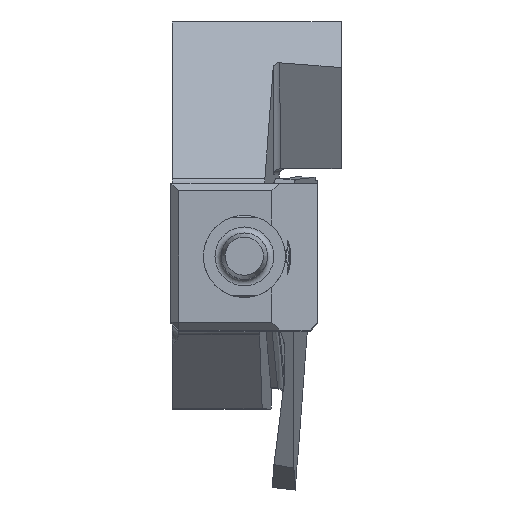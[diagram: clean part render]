
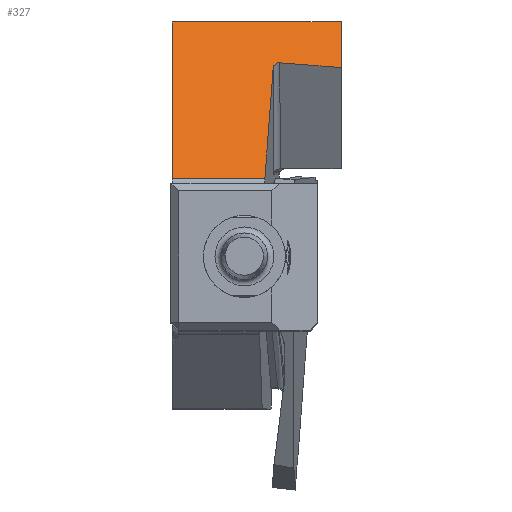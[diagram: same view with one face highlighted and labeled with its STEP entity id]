
A CAD part, top view. The second image highlights one B-rep face of the part: STEP entity #327.
In plain terms, the highlighted planar face has unit normal (0, 0.5, 0.866).
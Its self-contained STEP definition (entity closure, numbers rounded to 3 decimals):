
#327=ADVANCED_FACE('',(#556),#481,.T.);
#481=PLANE('',#2828);
#556=FACE_OUTER_BOUND('',#704,.T.);
#704=EDGE_LOOP('',(#948,#949,#950,#951,#952,#953,#954));
#861=ELLIPSE('',#2827,0.462,0.4);
#948=ORIENTED_EDGE('',*,*,#1972,.F.);
#949=ORIENTED_EDGE('',*,*,#1973,.T.);
#950=ORIENTED_EDGE('',*,*,#1974,.T.);
#951=ORIENTED_EDGE('',*,*,#1975,.F.);
#952=ORIENTED_EDGE('',*,*,#1976,.T.);
#953=ORIENTED_EDGE('',*,*,#1977,.T.);
#954=ORIENTED_EDGE('',*,*,#1978,.F.);
#1724=VERTEX_POINT('',#3870);
#1725=VERTEX_POINT('',#3871);
#1726=VERTEX_POINT('',#3873);
#1727=VERTEX_POINT('',#3875);
#1728=VERTEX_POINT('',#3877);
#1729=VERTEX_POINT('',#3879);
#1730=VERTEX_POINT('',#3881);
#1972=EDGE_CURVE('',#1724,#1725,#2359,.T.);
#1973=EDGE_CURVE('',#1724,#1726,#2360,.T.);
#1974=EDGE_CURVE('',#1726,#1727,#2361,.T.);
#1975=EDGE_CURVE('',#1728,#1727,#861,.T.);
#1976=EDGE_CURVE('',#1728,#1729,#2362,.T.);
#1977=EDGE_CURVE('',#1729,#1730,#2363,.T.);
#1978=EDGE_CURVE('',#1725,#1730,#2364,.T.);
#2359=LINE('',#3869,#2568);
#2360=LINE('',#3872,#2569);
#2361=LINE('',#3874,#2570);
#2362=LINE('',#3878,#2571);
#2363=LINE('',#3880,#2572);
#2364=LINE('',#3882,#2573);
#2568=VECTOR('',#3127,1.);
#2569=VECTOR('',#3128,1.);
#2570=VECTOR('',#3129,1.);
#2571=VECTOR('',#3132,1.);
#2572=VECTOR('',#3133,1.);
#2573=VECTOR('',#3134,1.);
#2827=AXIS2_PLACEMENT_3D('',#3876,#3130,#3131);
#2828=AXIS2_PLACEMENT_3D('',#3883,#3135,#3136);
#3127=DIRECTION('',(0.,0.866,-0.5));
#3128=DIRECTION('',(1.,0.,0.));
#3129=DIRECTION('',(0.065,0.864,-0.499));
#3130=DIRECTION('',(0.,0.5,0.866));
#3131=DIRECTION('',(0.009,-0.866,0.5));
#3132=DIRECTION('',(0.996,-0.078,0.045));
#3133=DIRECTION('',(0.,0.866,-0.5));
#3134=DIRECTION('',(1.,0.,0.));
#3135=DIRECTION('',(0.,0.5,0.866));
#3136=DIRECTION('',(0.,0.866,-0.5));
#3869=CARTESIAN_POINT('',(-9.4,20.,-55.912));
#3870=CARTESIAN_POINT('',(-9.4,9.9,-50.081));
#3871=CARTESIAN_POINT('',(-9.4,20.,-55.912));
#3872=CARTESIAN_POINT('',(-9.5,9.9,-50.081));
#3873=CARTESIAN_POINT('',(-3.426,9.9,-50.081));
#3874=CARTESIAN_POINT('',(-2.648,20.234,-56.047));
#3875=CARTESIAN_POINT('',(-2.892,16.994,-54.177));
#3876=CARTESIAN_POINT('',(-2.493,16.963,-54.159));
#3877=CARTESIAN_POINT('',(-2.463,17.362,-54.389));
#3878=CARTESIAN_POINT('',(1.195,17.076,-54.224));
#3879=CARTESIAN_POINT('',(1.5,17.052,-54.21));
#3880=CARTESIAN_POINT('',(1.5,20.,-55.912));
#3881=CARTESIAN_POINT('',(1.5,20.,-55.912));
#3882=CARTESIAN_POINT('',(1.5,20.,-55.912));
#3883=CARTESIAN_POINT('',(1.5,20.,-55.912));
